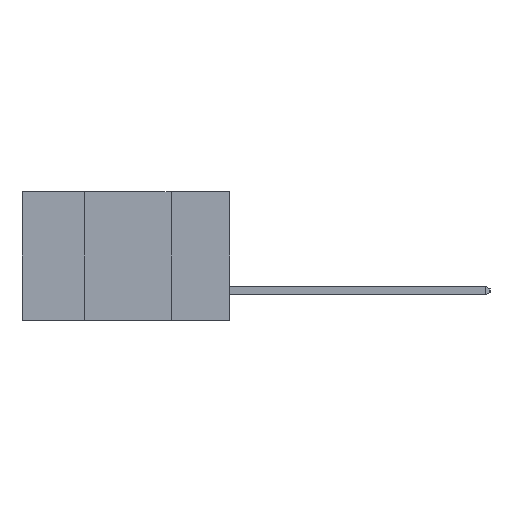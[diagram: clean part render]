
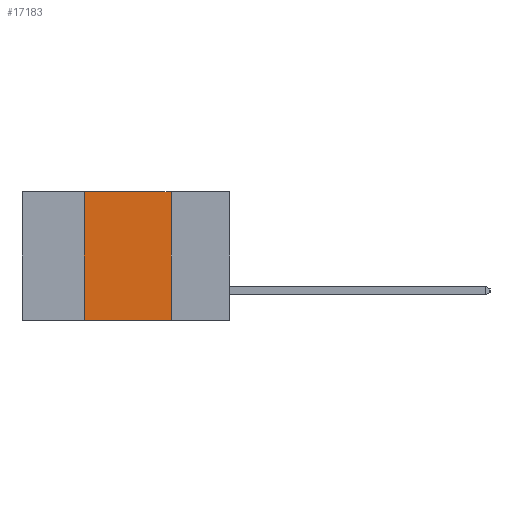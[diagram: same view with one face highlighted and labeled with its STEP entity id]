
A CAD part, left-side view. The second image highlights one B-rep face of the part: STEP entity #17183.
In plain terms, the highlighted planar face has unit normal (-1, 0, 0).
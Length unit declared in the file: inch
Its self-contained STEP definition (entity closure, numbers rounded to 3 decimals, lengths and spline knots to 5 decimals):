
#839 = LINE ( 'NONE', #10206, #5364 ) ;
#1085 = AXIS2_PLACEMENT_3D ( 'NONE', #7815, #9625, #21907 ) ;
#1177 = VERTEX_POINT ( 'NONE', #17894 ) ;
#1990 = DIRECTION ( 'NONE',  ( 0., 0., 1. ) ) ;
#2919 = CARTESIAN_POINT ( 'NONE',  ( 0., 0.42, 0. ) ) ;
#3084 = VERTEX_POINT ( 'NONE', #15699 ) ;
#3295 = VECTOR ( 'NONE', #18459, 39.37008 ) ;
#3507 = EDGE_CURVE ( 'NONE', #19288, #3084, #3900, .T. ) ;
#3646 = EDGE_CURVE ( 'NONE', #22228, #1177, #839, .T. ) ;
#3900 = LINE ( 'NONE', #10947, #3295 ) ;
#4907 = EDGE_CURVE ( 'NONE', #22228, #19288, #11963, .T. ) ;
#5309 = ORIENTED_EDGE ( 'NONE', *, *, #3507, .F. ) ;
#5364 = VECTOR ( 'NONE', #13955, 39.37008 ) ;
#5469 = CARTESIAN_POINT ( 'NONE',  ( 0., 0.17, 0. ) ) ;
#5972 = PLANE ( 'NONE',  #1085 ) ;
#6534 = CARTESIAN_POINT ( 'NONE',  ( 0., 0.42, 0. ) ) ;
#7204 = VECTOR ( 'NONE', #1990, 39.37008 ) ;
#7400 = EDGE_CURVE ( 'NONE', #3084, #1177, #16542, .T. ) ;
#7815 = CARTESIAN_POINT ( 'NONE',  ( 0., 0.6, 0. ) ) ;
#9625 = DIRECTION ( 'NONE',  ( 1., 0., 0. ) ) ;
#10206 = CARTESIAN_POINT ( 'NONE',  ( 0., 0.6, -0.37 ) ) ;
#10851 = DIRECTION ( 'NONE',  ( 0., 0., -1. ) ) ;
#10947 = CARTESIAN_POINT ( 'NONE',  ( 0., 0.6, 0. ) ) ;
#11339 = VECTOR ( 'NONE', #10851, 39.37008 ) ;
#11963 = LINE ( 'NONE', #2919, #7204 ) ;
#12685 = EDGE_LOOP ( 'NONE', ( #20333, #5309, #21163, #22242 ) ) ;
#13057 = FACE_OUTER_BOUND ( 'NONE', #12685, .T. ) ;
#13955 = DIRECTION ( 'NONE',  ( 0., -1., 0. ) ) ;
#15699 = CARTESIAN_POINT ( 'NONE',  ( 0., 0.17, 0. ) ) ;
#16542 = LINE ( 'NONE', #5469, #11339 ) ;
#17183 = ADVANCED_FACE ( 'NONE', ( #13057 ), #5972, .F. ) ;
#17894 = CARTESIAN_POINT ( 'NONE',  ( 0., 0.17, -0.37 ) ) ;
#18039 = CARTESIAN_POINT ( 'NONE',  ( 0., 0.42, -0.37 ) ) ;
#18459 = DIRECTION ( 'NONE',  ( 0., -1., 0. ) ) ;
#19288 = VERTEX_POINT ( 'NONE', #6534 ) ;
#20333 = ORIENTED_EDGE ( 'NONE', *, *, #7400, .F. ) ;
#21163 = ORIENTED_EDGE ( 'NONE', *, *, #4907, .F. ) ;
#21907 = DIRECTION ( 'NONE',  ( 0., 0., -1. ) ) ;
#22228 = VERTEX_POINT ( 'NONE', #18039 ) ;
#22242 = ORIENTED_EDGE ( 'NONE', *, *, #3646, .T. ) ;
